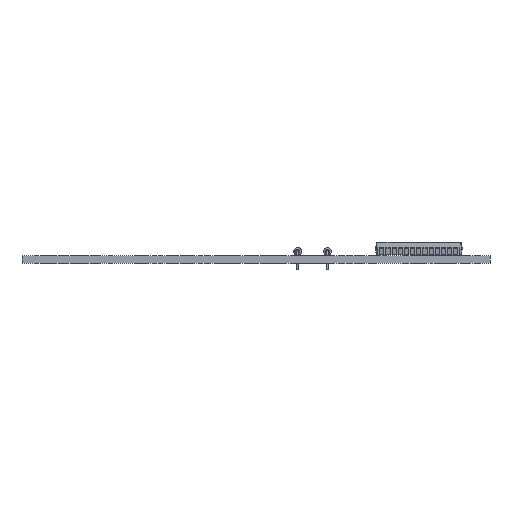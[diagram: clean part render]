
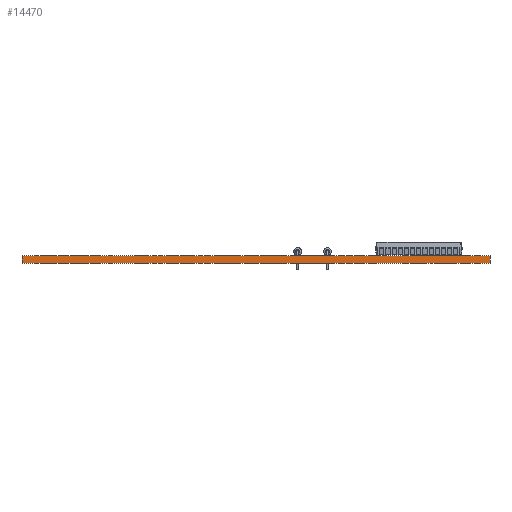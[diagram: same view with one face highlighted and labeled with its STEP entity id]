
A CAD part, front view. The second image highlights one B-rep face of the part: STEP entity #14470.
In plain terms, the highlighted planar face has unit normal (0, -1, 0).
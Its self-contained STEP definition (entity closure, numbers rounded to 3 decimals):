
#14470 = ADVANCED_FACE('',(#14471),#14505,.T.);
#14471 = FACE_BOUND('',#14472,.T.);
#14472 = EDGE_LOOP('',(#14473,#14483,#14491,#14499));
#14473 = ORIENTED_EDGE('',*,*,#14474,.T.);
#14474 = EDGE_CURVE('',#14475,#14477,#14479,.T.);
#14475 = VERTEX_POINT('',#14476);
#14476 = CARTESIAN_POINT('',(174.2,-121.9,0.));
#14477 = VERTEX_POINT('',#14478);
#14478 = CARTESIAN_POINT('',(174.2,-121.9,1.6));
#14479 = LINE('',#14480,#14481);
#14480 = CARTESIAN_POINT('',(174.2,-121.9,0.));
#14481 = VECTOR('',#14482,1.);
#14482 = DIRECTION('',(0.,0.,1.));
#14483 = ORIENTED_EDGE('',*,*,#14484,.T.);
#14484 = EDGE_CURVE('',#14477,#14485,#14487,.T.);
#14485 = VERTEX_POINT('',#14486);
#14486 = CARTESIAN_POINT('',(77.8,-121.9,1.6));
#14487 = LINE('',#14488,#14489);
#14488 = CARTESIAN_POINT('',(174.2,-121.9,1.6));
#14489 = VECTOR('',#14490,1.);
#14490 = DIRECTION('',(-1.,0.,0.));
#14491 = ORIENTED_EDGE('',*,*,#14492,.F.);
#14492 = EDGE_CURVE('',#14493,#14485,#14495,.T.);
#14493 = VERTEX_POINT('',#14494);
#14494 = CARTESIAN_POINT('',(77.8,-121.9,0.));
#14495 = LINE('',#14496,#14497);
#14496 = CARTESIAN_POINT('',(77.8,-121.9,0.));
#14497 = VECTOR('',#14498,1.);
#14498 = DIRECTION('',(0.,0.,1.));
#14499 = ORIENTED_EDGE('',*,*,#14500,.F.);
#14500 = EDGE_CURVE('',#14475,#14493,#14501,.T.);
#14501 = LINE('',#14502,#14503);
#14502 = CARTESIAN_POINT('',(174.2,-121.9,0.));
#14503 = VECTOR('',#14504,1.);
#14504 = DIRECTION('',(-1.,0.,0.));
#14505 = PLANE('',#14506);
#14506 = AXIS2_PLACEMENT_3D('',#14507,#14508,#14509);
#14507 = CARTESIAN_POINT('',(174.2,-121.9,0.));
#14508 = DIRECTION('',(0.,-1.,0.));
#14509 = DIRECTION('',(-1.,0.,0.));
